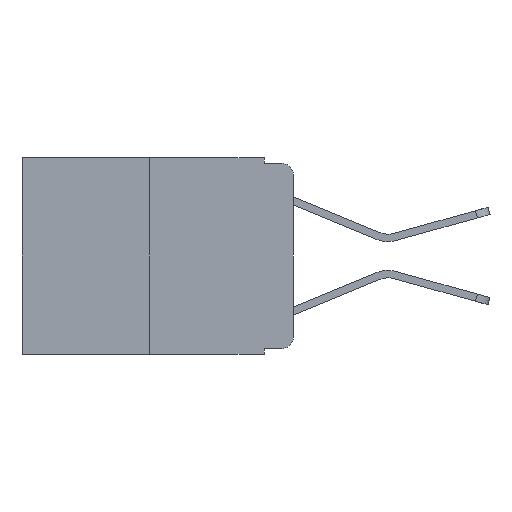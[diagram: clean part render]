
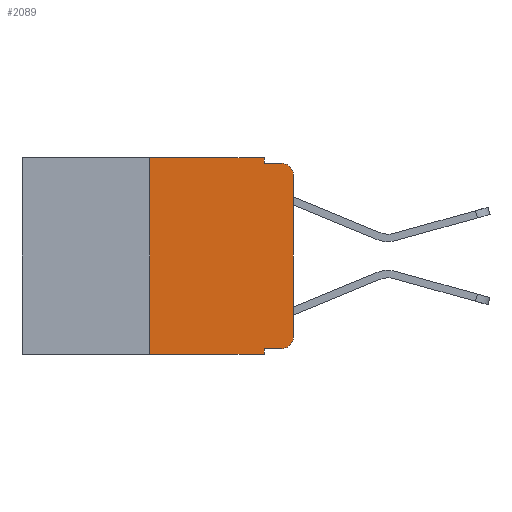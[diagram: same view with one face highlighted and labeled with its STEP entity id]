
A CAD part, left-side view. The second image highlights one B-rep face of the part: STEP entity #2089.
In plain terms, the highlighted planar face has unit normal (-1, 0, 0).
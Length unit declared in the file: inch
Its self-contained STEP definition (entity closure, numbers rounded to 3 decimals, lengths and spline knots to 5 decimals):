
#215 = CARTESIAN_POINT ( 'NONE',  ( 0., 0.051, 0. ) ) ;
#482 = CARTESIAN_POINT ( 'NONE',  ( 0., 0.473, -0.343 ) ) ;
#593 = DIRECTION ( 'NONE',  ( 1., 0., 0. ) ) ;
#609 = VECTOR ( 'NONE', #3442, 39.37008 ) ;
#664 = AXIS2_PLACEMENT_3D ( 'NONE', #5951, #593, #2343 ) ;
#916 = LINE ( 'NONE', #10249, #609 ) ;
#946 = DIRECTION ( 'NONE',  ( 0., 0., -1. ) ) ;
#1145 = VECTOR ( 'NONE', #8904, 39.37008 ) ;
#1364 = VERTEX_POINT ( 'NONE', #7340 ) ;
#1435 = VERTEX_POINT ( 'NONE', #215 ) ;
#1511 = CIRCLE ( 'NONE', #9852, 0.02 ) ;
#1637 = DIRECTION ( 'NONE',  ( 0., 0., 1. ) ) ;
#2065 = VECTOR ( 'NONE', #5681, 39.37008 ) ;
#2089 = ADVANCED_FACE ( 'NONE', ( #7462 ), #2962, .F. ) ;
#2343 = DIRECTION ( 'NONE',  ( 0., 0., -1. ) ) ;
#2428 = CARTESIAN_POINT ( 'NONE',  ( 0., 0.051, -0.01 ) ) ;
#2502 = ORIENTED_EDGE ( 'NONE', *, *, #3843, .F. ) ;
#2767 = VERTEX_POINT ( 'NONE', #9160 ) ;
#2962 = PLANE ( 'NONE',  #664 ) ;
#3242 = CARTESIAN_POINT ( 'NONE',  ( 0., 0.051, -0.343 ) ) ;
#3442 = DIRECTION ( 'NONE',  ( 0., -1., 0. ) ) ;
#3591 = EDGE_CURVE ( 'NONE', #4319, #2767, #10288, .T. ) ;
#3625 = EDGE_CURVE ( 'NONE', #7830, #2767, #1511, .T. ) ;
#3643 = EDGE_CURVE ( 'NONE', #1364, #7830, #7967, .T. ) ;
#3663 = EDGE_CURVE ( 'NONE', #5579, #6880, #916, .T. ) ;
#3684 = EDGE_CURVE ( 'NONE', #6880, #1364, #8917, .T. ) ;
#3721 = EDGE_CURVE ( 'NONE', #6496, #3872, #10192, .T. ) ;
#3732 = EDGE_CURVE ( 'NONE', #5579, #10159, #9989, .T. ) ;
#3843 = EDGE_CURVE ( 'NONE', #1435, #4319, #4942, .T. ) ;
#3872 = VERTEX_POINT ( 'NONE', #6646 ) ;
#4073 = EDGE_LOOP ( 'NONE', ( #10096, #6679, #6289, #2502, #4143, #6697, #6934, #5232, #4839, #10203 ) ) ;
#4143 = ORIENTED_EDGE ( 'NONE', *, *, #5782, .F. ) ;
#4319 = VERTEX_POINT ( 'NONE', #5025 ) ;
#4524 = VECTOR ( 'NONE', #10010, 39.37008 ) ;
#4586 = VECTOR ( 'NONE', #6645, 39.37008 ) ;
#4666 = DIRECTION ( 'NONE',  ( -1., 0., 0. ) ) ;
#4692 = DIRECTION ( 'NONE',  ( 0., 0., -1. ) ) ;
#4760 = CARTESIAN_POINT ( 'NONE',  ( 0., 0.02, -0.313 ) ) ;
#4839 = ORIENTED_EDGE ( 'NONE', *, *, #3663, .T. ) ;
#4878 = LINE ( 'NONE', #482, #4586 ) ;
#4942 = LINE ( 'NONE', #8190, #6904 ) ;
#5025 = CARTESIAN_POINT ( 'NONE',  ( 0., 0.051, -0.01 ) ) ;
#5232 = ORIENTED_EDGE ( 'NONE', *, *, #3732, .F. ) ;
#5538 = CARTESIAN_POINT ( 'NONE',  ( 0., 0.051, 0. ) ) ;
#5559 = CARTESIAN_POINT ( 'NONE',  ( 0., 0.051, -0.333 ) ) ;
#5579 = VERTEX_POINT ( 'NONE', #5559 ) ;
#5681 = DIRECTION ( 'NONE',  ( 0., -1., 0. ) ) ;
#5733 = EDGE_CURVE ( 'NONE', #6496, #10159, #4878, .T. ) ;
#5782 = EDGE_CURVE ( 'NONE', #3872, #1435, #5804, .T. ) ;
#5804 = LINE ( 'NONE', #8246, #1145 ) ;
#5848 = CARTESIAN_POINT ( 'NONE',  ( 0., 0., -0.03 ) ) ;
#5951 = CARTESIAN_POINT ( 'NONE',  ( 0., 0.473, 0. ) ) ;
#6289 = ORIENTED_EDGE ( 'NONE', *, *, #3591, .F. ) ;
#6496 = VERTEX_POINT ( 'NONE', #7373 ) ;
#6645 = DIRECTION ( 'NONE',  ( 0., -1., 0. ) ) ;
#6646 = CARTESIAN_POINT ( 'NONE',  ( 0., 0.25, 0. ) ) ;
#6679 = ORIENTED_EDGE ( 'NONE', *, *, #3625, .T. ) ;
#6697 = ORIENTED_EDGE ( 'NONE', *, *, #3721, .F. ) ;
#6880 = VERTEX_POINT ( 'NONE', #7886 ) ;
#6904 = VECTOR ( 'NONE', #946, 39.37008 ) ;
#6934 = ORIENTED_EDGE ( 'NONE', *, *, #5733, .T. ) ;
#7340 = CARTESIAN_POINT ( 'NONE',  ( 0., 0., -0.313 ) ) ;
#7373 = CARTESIAN_POINT ( 'NONE',  ( 0., 0.25, -0.343 ) ) ;
#7462 = FACE_OUTER_BOUND ( 'NONE', #4073, .T. ) ;
#7830 = VERTEX_POINT ( 'NONE', #5848 ) ;
#7886 = CARTESIAN_POINT ( 'NONE',  ( 0., 0.02, -0.333 ) ) ;
#7967 = LINE ( 'NONE', #8516, #9495 ) ;
#8190 = CARTESIAN_POINT ( 'NONE',  ( 0., 0.051, 0. ) ) ;
#8246 = CARTESIAN_POINT ( 'NONE',  ( 0., 0.473, 0. ) ) ;
#8297 = VECTOR ( 'NONE', #10161, 39.37008 ) ;
#8505 = DIRECTION ( 'NONE',  ( 0., 0., -1. ) ) ;
#8516 = CARTESIAN_POINT ( 'NONE',  ( 0., 0., 0. ) ) ;
#8904 = DIRECTION ( 'NONE',  ( 0., -1., 0. ) ) ;
#8917 = CIRCLE ( 'NONE', #9877, 0.02 ) ;
#9160 = CARTESIAN_POINT ( 'NONE',  ( 0., 0.02, -0.01 ) ) ;
#9495 = VECTOR ( 'NONE', #1637, 39.37008 ) ;
#9527 = DIRECTION ( 'NONE',  ( -1., 0., 0. ) ) ;
#9567 = CARTESIAN_POINT ( 'NONE',  ( 0., 0.02, -0.03 ) ) ;
#9707 = CARTESIAN_POINT ( 'NONE',  ( 0., 0.25, 0. ) ) ;
#9852 = AXIS2_PLACEMENT_3D ( 'NONE', #9567, #9527, #8505 ) ;
#9877 = AXIS2_PLACEMENT_3D ( 'NONE', #4760, #4666, #4692 ) ;
#9989 = LINE ( 'NONE', #5538, #8297 ) ;
#10010 = DIRECTION ( 'NONE',  ( 0., 0., 1. ) ) ;
#10096 = ORIENTED_EDGE ( 'NONE', *, *, #3643, .T. ) ;
#10159 = VERTEX_POINT ( 'NONE', #3242 ) ;
#10161 = DIRECTION ( 'NONE',  ( 0., 0., -1. ) ) ;
#10192 = LINE ( 'NONE', #9707, #4524 ) ;
#10203 = ORIENTED_EDGE ( 'NONE', *, *, #3684, .T. ) ;
#10249 = CARTESIAN_POINT ( 'NONE',  ( 0., 0.051, -0.333 ) ) ;
#10288 = LINE ( 'NONE', #2428, #2065 ) ;
